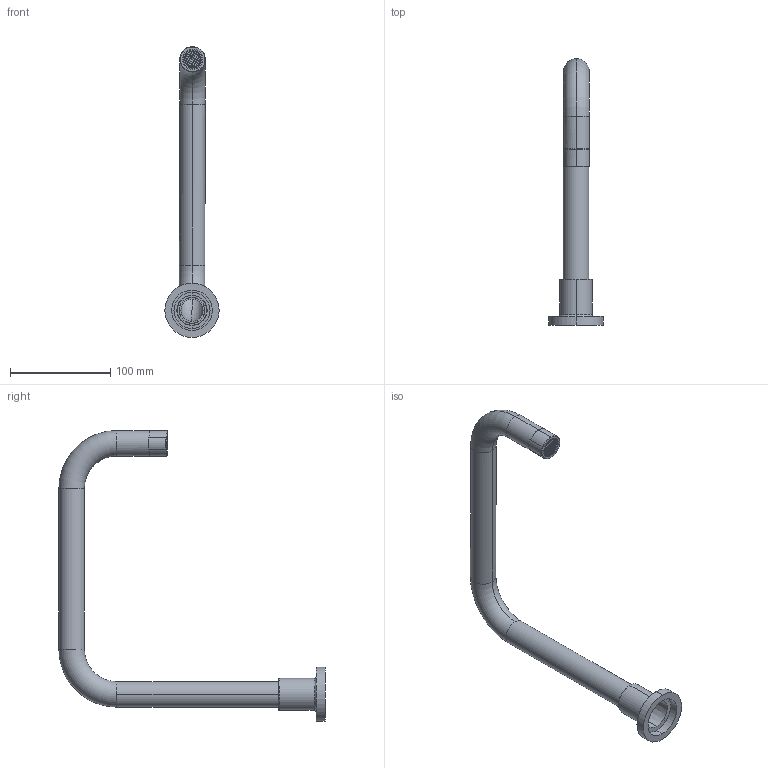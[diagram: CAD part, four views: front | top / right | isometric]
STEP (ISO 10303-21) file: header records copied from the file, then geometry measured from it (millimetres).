
FILE_DESCRIPTION (( 'STEP AP214' ), '1' );
FILE_NAME ('SHSOQC_shell.STEP', '2017-07-25T01:46:18', ( 'khoa' ), ( '' ), 'SwSTEP 2.0', 'SolidWorks 2016', '' );
FILE_SCHEMA (( 'AUTOMOTIVE_DESIGN' ));
Length unit declared in the file: millimetre
Products named in the file (2): SHSOQC_shell
Bounding box: 54 x 265.2 x 289.7 mm (x, y, z)
Volume: 81799.8 mm3; surface area: 90207.5 mm2
Topology: 2 solids, 2 shells, 294 faces, 1025 edges, 554 vertices
Faces by surface type: cylinder 253, torus 20, plane 16, cone 5
Entity records: 19655 total; most frequent: CARTESIAN_POINT 8475, ORIENTED_EDGE 2050, DIRECTION 1260, EDGE_CURVE 1025, VERTEX_POINT 554, B_SPLINE_CURVE_WITH_KNOTS 470, VECTOR 442, LINE 442
